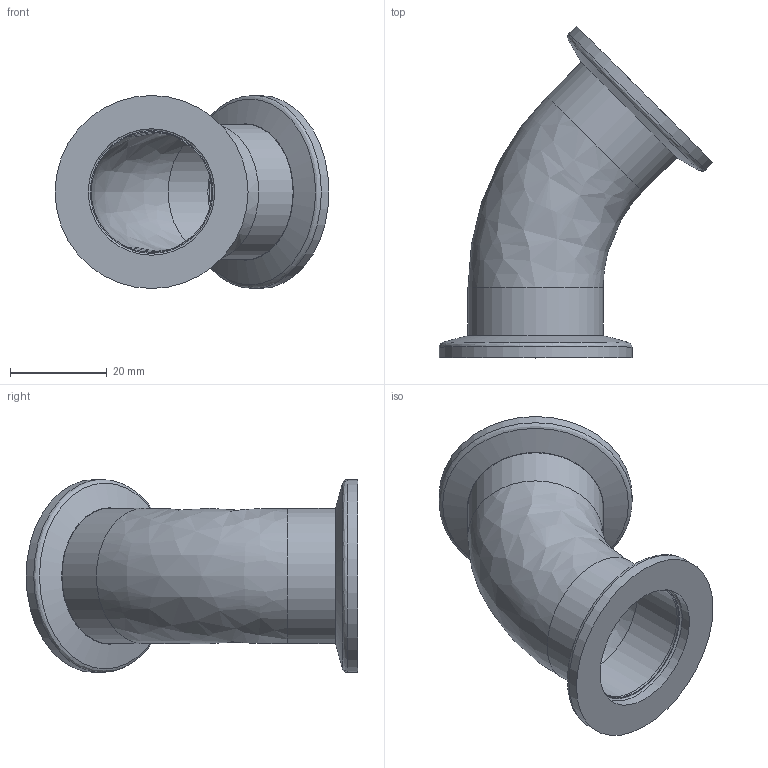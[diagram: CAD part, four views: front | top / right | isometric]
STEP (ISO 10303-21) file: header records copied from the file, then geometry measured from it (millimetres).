
FILE_DESCRIPTION (( 'STEP AP214' ), '1' );
FILE_NAME ('FULLVAC C451KF25.STEP', '2019-04-05T13:23:09', ( '' ), ( '' ), 'SwSTEP 2.0', 'SolidWorks 2017', '' );
FILE_SCHEMA (( 'AUTOMOTIVE_DESIGN' ));
Length unit declared in the file: millimetre
Products named in the file (3): 1^FULLVAC C451KF25; 2^FULLVAC C451KF25; FULLVAC C451KF25
Assembly tree (3 placements, depth 2):
  FULLVAC C451KF25
    1^FULLVAC C451KF25
    2^FULLVAC C451KF25  x2
Bounding box: 56.77 x 68.76 x 40 mm (x, y, z)
Volume: 12319.3 mm3; surface area: 14238.1 mm2
Topology: 3 solids, 3 shells, 30 faces, 54 edges, 34 vertices
Faces by surface type: cylinder 12, plane 10, bspline 6, cone 2
Full cylindrical faces by diameter (mm): 25 x4, 26.2 x2, 28 x2, 28.1 x2, 40 x2
Entity records: 1204 total; most frequent: CARTESIAN_POINT 567, DIRECTION 78, AXIS2_PLACEMENT_3D 39, ORIENTED_EDGE 38, EDGE_LOOP 38, FACE_OUTER_BOUND 31, UNCERTAINTY_MEASURE_WITH_UNIT 26, MECHANICAL_DESIGN_GEOMETRIC_PRESENTATION_REPRESENTATION 23
